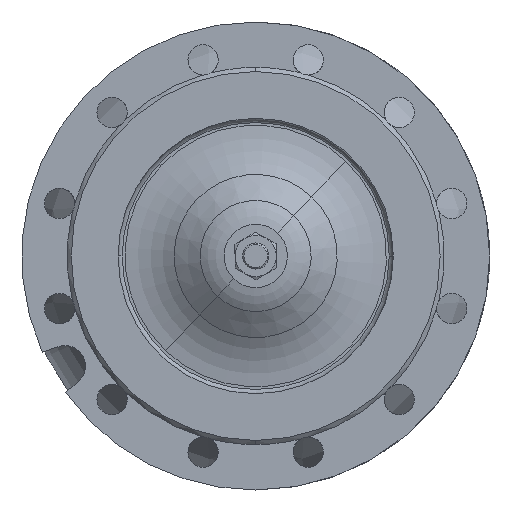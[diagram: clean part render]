
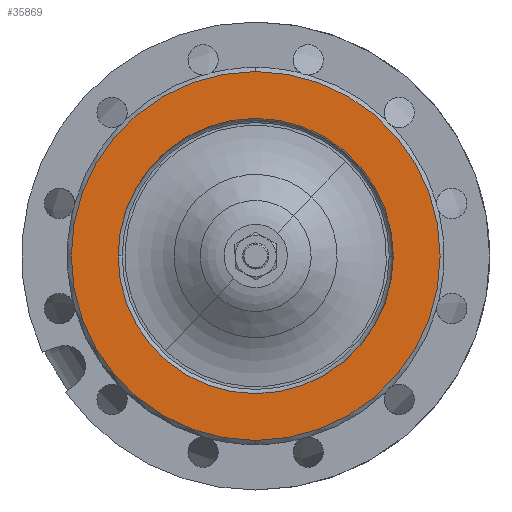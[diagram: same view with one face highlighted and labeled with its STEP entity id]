
A CAD part, left-side view. The second image highlights one B-rep face of the part: STEP entity #35869.
In plain terms, the highlighted planar face has unit normal (-1, 0, 0).
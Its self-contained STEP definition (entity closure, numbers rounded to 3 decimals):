
#612 = EDGE_CURVE ( 'NONE', #2535, #614, #21038, .T. ) ;
#614 = VERTEX_POINT ( 'NONE', #21053 ) ;
#922 = VERTEX_POINT ( 'NONE', #23036 ) ;
#932 = EDGE_CURVE ( 'NONE', #922, #993, #23751, .T. ) ;
#993 = VERTEX_POINT ( 'NONE', #24152 ) ;
#2535 = VERTEX_POINT ( 'NONE', #32257 ) ;
#21025 = DIRECTION ( 'NONE',  ( 0., -1., 0. ) ) ;
#21026 = DIRECTION ( 'NONE',  ( -1., 0., 0. ) ) ;
#21028 = CARTESIAN_POINT ( 'NONE',  ( -150., 0., 0. ) ) ;
#21029 = AXIS2_PLACEMENT_3D ( 'NONE', #21028, #21026, #21025 ) ;
#21038 = CIRCLE ( 'NONE', #21029, 100. ) ;
#21053 = CARTESIAN_POINT ( 'NONE',  ( -150., -100., 0. ) ) ;
#23036 = CARTESIAN_POINT ( 'NONE',  ( -150., 0., 134. ) ) ;
#23744 = DIRECTION ( 'NONE',  ( 0., 0., 1. ) ) ;
#23746 = DIRECTION ( 'NONE',  ( -1., 0., 0. ) ) ;
#23748 = CARTESIAN_POINT ( 'NONE',  ( -150., 0., 0. ) ) ;
#23750 = AXIS2_PLACEMENT_3D ( 'NONE', #23748, #23746, #23744 ) ;
#23751 = CIRCLE ( 'NONE', #23750, 134. ) ;
#24152 = CARTESIAN_POINT ( 'NONE',  ( -150., 0., -134. ) ) ;
#32257 = CARTESIAN_POINT ( 'NONE',  ( -150., 100., 0. ) ) ;
#35784 = ORIENTED_EDGE ( 'NONE', *, *, #932, .T. ) ;
#35829 = ORIENTED_EDGE ( 'NONE', *, *, #35998, .F. ) ;
#35869 = ADVANCED_FACE ( 'NONE', ( #45164, #45157 ), #45160, .F. ) ;
#35884 = EDGE_CURVE ( 'NONE', #993, #922, #45202, .T. ) ;
#35983 = EDGE_LOOP ( 'NONE', ( #36007, #35784 ) ) ;
#35998 = EDGE_CURVE ( 'NONE', #614, #2535, #45655, .T. ) ;
#36007 = ORIENTED_EDGE ( 'NONE', *, *, #35884, .T. ) ;
#36076 = ORIENTED_EDGE ( 'NONE', *, *, #612, .F. ) ;
#45156 = CARTESIAN_POINT ( 'NONE',  ( -150., 134., 0. ) ) ;
#45157 = FACE_BOUND ( 'NONE', #51266, .T. ) ;
#45160 = PLANE ( 'NONE',  #45162 ) ;
#45162 = AXIS2_PLACEMENT_3D ( 'NONE', #45156, #45201, #45200 ) ;
#45163 = AXIS2_PLACEMENT_3D ( 'NONE', #45187, #45186, #45185 ) ;
#45164 = FACE_OUTER_BOUND ( 'NONE', #35983, .T. ) ;
#45185 = DIRECTION ( 'NONE',  ( 0., 0., 1. ) ) ;
#45186 = DIRECTION ( 'NONE',  ( -1., 0., 0. ) ) ;
#45187 = CARTESIAN_POINT ( 'NONE',  ( -150., 0., 0. ) ) ;
#45200 = DIRECTION ( 'NONE',  ( 0., 0., -1. ) ) ;
#45201 = DIRECTION ( 'NONE',  ( 1., 0., 0. ) ) ;
#45202 = CIRCLE ( 'NONE', #45163, 134. ) ;
#45645 = DIRECTION ( 'NONE',  ( 0., -1., 0. ) ) ;
#45646 = DIRECTION ( 'NONE',  ( -1., 0., 0. ) ) ;
#45653 = CARTESIAN_POINT ( 'NONE',  ( -150., 0., 0. ) ) ;
#45655 = CIRCLE ( 'NONE', #45658, 100. ) ;
#45658 = AXIS2_PLACEMENT_3D ( 'NONE', #45653, #45646, #45645 ) ;
#51266 = EDGE_LOOP ( 'NONE', ( #35829, #36076 ) ) ;
